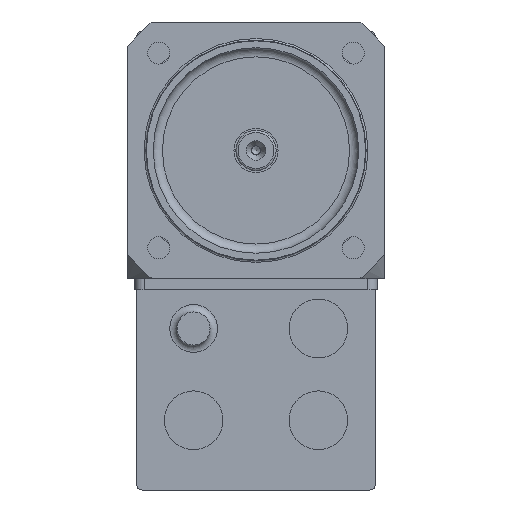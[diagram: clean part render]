
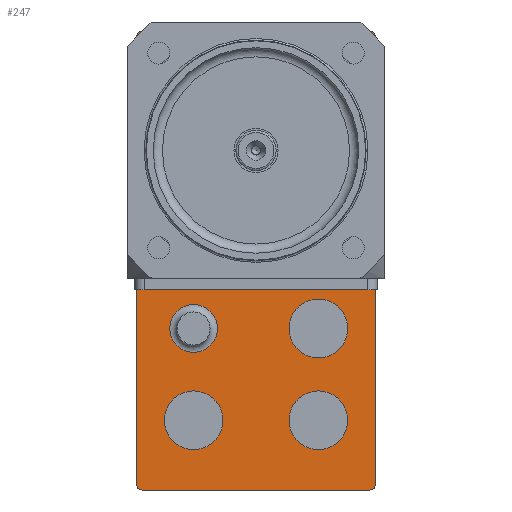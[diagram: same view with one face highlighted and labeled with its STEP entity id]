
A CAD part, front view. The second image highlights one B-rep face of the part: STEP entity #247.
In plain terms, the highlighted face is planar.
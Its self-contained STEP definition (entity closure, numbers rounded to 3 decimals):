
#247=ADVANCED_FACE('',(#488,#489,#490,#491,#492,#384),#313,.T.);
#313=PLANE('',#1956);
#384=FACE_OUTER_BOUND('',#646,.T.);
#488=FACE_BOUND('',#641,.T.);
#489=FACE_BOUND('',#642,.T.);
#490=FACE_BOUND('',#643,.T.);
#491=FACE_BOUND('',#644,.T.);
#492=FACE_BOUND('',#645,.T.);
#641=EDGE_LOOP('',(#1213));
#642=EDGE_LOOP('',(#1214));
#643=EDGE_LOOP('',(#1215));
#644=EDGE_LOOP('',(#1216));
#645=EDGE_LOOP('',(#1217));
#646=EDGE_LOOP('',(#1218,#1219,#1220,#1221,#1222,#1223,#1224,#1225));
#756=LINE('',#2970,#850);
#761=LINE('',#2983,#855);
#763=LINE('',#2987,#857);
#767=LINE('',#3013,#861);
#850=VECTOR('',#2412,1.);
#855=VECTOR('',#2421,1.);
#857=VECTOR('',#2425,1.);
#861=VECTOR('',#2449,1.);
#1213=ORIENTED_EDGE('',*,*,#1637,.T.);
#1214=ORIENTED_EDGE('',*,*,#1638,.T.);
#1215=ORIENTED_EDGE('',*,*,#1639,.T.);
#1216=ORIENTED_EDGE('',*,*,#1640,.T.);
#1217=ORIENTED_EDGE('',*,*,#1641,.F.);
#1218=ORIENTED_EDGE('',*,*,#1629,.F.);
#1219=ORIENTED_EDGE('',*,*,#1642,.T.);
#1220=ORIENTED_EDGE('',*,*,#1631,.F.);
#1221=ORIENTED_EDGE('',*,*,#1643,.T.);
#1222=ORIENTED_EDGE('',*,*,#1644,.F.);
#1223=ORIENTED_EDGE('',*,*,#1645,.T.);
#1224=ORIENTED_EDGE('',*,*,#1623,.F.);
#1225=ORIENTED_EDGE('',*,*,#1646,.T.);
#1424=VERTEX_POINT('',#2969);
#1425=VERTEX_POINT('',#2971);
#1430=VERTEX_POINT('',#2982);
#1431=VERTEX_POINT('',#2984);
#1432=VERTEX_POINT('',#2988);
#1433=VERTEX_POINT('',#2989);
#1438=VERTEX_POINT('',#3001);
#1439=VERTEX_POINT('',#3003);
#1440=VERTEX_POINT('',#3005);
#1441=VERTEX_POINT('',#3007);
#1442=VERTEX_POINT('',#3009);
#1443=VERTEX_POINT('',#3012);
#1444=VERTEX_POINT('',#3014);
#1623=EDGE_CURVE('',#1424,#1425,#756,.T.);
#1629=EDGE_CURVE('',#1430,#1431,#761,.T.);
#1631=EDGE_CURVE('',#1432,#1433,#763,.T.);
#1637=EDGE_CURVE('',#1438,#1438,#1748,.T.);
#1638=EDGE_CURVE('',#1439,#1439,#1749,.T.);
#1639=EDGE_CURVE('',#1440,#1440,#1750,.T.);
#1640=EDGE_CURVE('',#1441,#1441,#1751,.T.);
#1641=EDGE_CURVE('',#1442,#1442,#1752,.T.);
#1642=EDGE_CURVE('',#1430,#1433,#1753,.T.);
#1643=EDGE_CURVE('',#1432,#1443,#1754,.T.);
#1644=EDGE_CURVE('',#1444,#1443,#767,.T.);
#1645=EDGE_CURVE('',#1444,#1425,#1755,.T.);
#1646=EDGE_CURVE('',#1424,#1431,#1756,.T.);
#1748=CIRCLE('',#1947,6.5);
#1749=CIRCLE('',#1948,8.);
#1750=CIRCLE('',#1949,8.);
#1751=CIRCLE('',#1950,8.);
#1752=CIRCLE('',#1951,24.);
#1753=CIRCLE('',#1952,1.5);
#1754=CIRCLE('',#1953,1.5);
#1755=CIRCLE('',#1954,1.5);
#1756=CIRCLE('',#1955,1.5);
#1947=AXIS2_PLACEMENT_3D('',#3000,#2435,#2436);
#1948=AXIS2_PLACEMENT_3D('',#3002,#2437,#2438);
#1949=AXIS2_PLACEMENT_3D('',#3004,#2439,#2440);
#1950=AXIS2_PLACEMENT_3D('',#3006,#2441,#2442);
#1951=AXIS2_PLACEMENT_3D('',#3008,#2443,#2444);
#1952=AXIS2_PLACEMENT_3D('',#3010,#2445,#2446);
#1953=AXIS2_PLACEMENT_3D('',#3011,#2447,#2448);
#1954=AXIS2_PLACEMENT_3D('',#3015,#2450,#2451);
#1955=AXIS2_PLACEMENT_3D('',#3016,#2452,#2453);
#1956=AXIS2_PLACEMENT_3D('',#3017,#2454,#2455);
#2412=DIRECTION('',(1.,0.,0.));
#2421=DIRECTION('',(0.,-1.,0.));
#2425=DIRECTION('',(-1.,0.,0.));
#2435=DIRECTION('',(0.,0.,1.));
#2436=DIRECTION('',(-1.,0.,0.));
#2437=DIRECTION('',(0.,0.,1.));
#2438=DIRECTION('',(1.,0.,0.));
#2439=DIRECTION('',(0.,0.,1.));
#2440=DIRECTION('',(1.,0.,0.));
#2441=DIRECTION('',(0.,0.,1.));
#2442=DIRECTION('',(1.,0.,0.));
#2443=DIRECTION('',(0.,0.,-1.));
#2444=DIRECTION('',(-1.,0.,0.));
#2445=DIRECTION('',(0.,0.,-1.));
#2446=DIRECTION('',(-1.,0.,0.));
#2447=DIRECTION('',(0.,0.,-1.));
#2448=DIRECTION('',(-1.,0.,0.));
#2449=DIRECTION('',(0.,1.,0.));
#2450=DIRECTION('',(0.,0.,-1.));
#2451=DIRECTION('',(-1.,0.,0.));
#2452=DIRECTION('',(0.,0.,-1.));
#2453=DIRECTION('',(-1.,0.,0.));
#2454=DIRECTION('',(0.,0.,-1.));
#2455=DIRECTION('',(-1.,0.,0.));
#2969=CARTESIAN_POINT('',(1.5,0.,0.));
#2970=CARTESIAN_POINT('',(62.5,0.,0.));
#2971=CARTESIAN_POINT('',(123.5,0.,0.));
#2982=CARTESIAN_POINT('',(0.,63.5,0.));
#2983=CARTESIAN_POINT('',(0.,32.5,0.));
#2984=CARTESIAN_POINT('',(0.,1.5,0.));
#2987=CARTESIAN_POINT('',(62.5,65.,0.));
#2988=CARTESIAN_POINT('',(123.5,65.,0.));
#2989=CARTESIAN_POINT('',(1.5,65.,0.));
#3000=CARTESIAN_POINT('',(81.,49.5,0.));
#3001=CARTESIAN_POINT('',(74.5,49.5,0.));
#3002=CARTESIAN_POINT('',(81.,15.5,0.));
#3003=CARTESIAN_POINT('',(89.,15.5,0.));
#3004=CARTESIAN_POINT('',(106.,15.5,0.));
#3005=CARTESIAN_POINT('',(114.,15.5,0.));
#3006=CARTESIAN_POINT('',(106.,49.5,0.));
#3007=CARTESIAN_POINT('',(114.,49.5,0.));
#3008=CARTESIAN_POINT('',(32.5,32.5,0.));
#3009=CARTESIAN_POINT('',(8.5,32.5,0.));
#3010=CARTESIAN_POINT('',(1.5,63.5,0.));
#3011=CARTESIAN_POINT('',(123.5,63.5,0.));
#3012=CARTESIAN_POINT('',(125.,63.5,0.));
#3013=CARTESIAN_POINT('',(125.,32.5,0.));
#3014=CARTESIAN_POINT('',(125.,1.5,0.));
#3015=CARTESIAN_POINT('',(123.5,1.5,0.));
#3016=CARTESIAN_POINT('',(1.5,1.5,0.));
#3017=CARTESIAN_POINT('',(62.5,32.5,0.));
